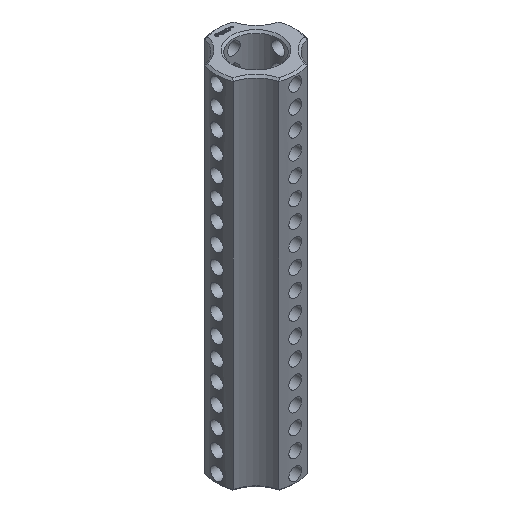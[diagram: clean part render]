
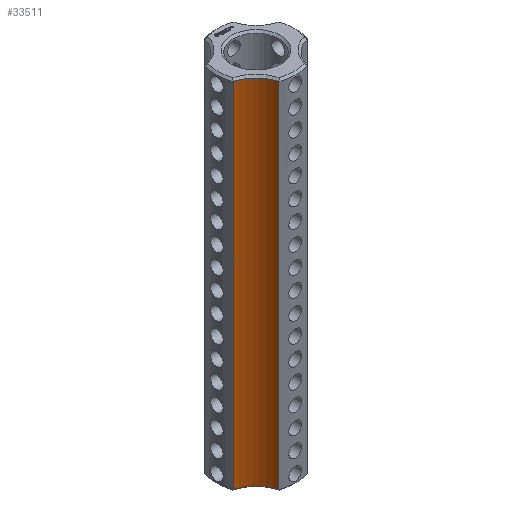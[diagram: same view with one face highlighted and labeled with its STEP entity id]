
A CAD part, isometric view. The second image highlights one B-rep face of the part: STEP entity #33511.
In plain terms, the highlighted cylindrical face has radius 5 mm (diameter 10 mm), a partial arc.
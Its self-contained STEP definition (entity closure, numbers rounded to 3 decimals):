
#3987 = CYLINDRICAL_SURFACE('',#3988,6.25);
#3988 = AXIS2_PLACEMENT_3D('',#3989,#3990,#3991);
#3989 = CARTESIAN_POINT('',(0.,0.,0.));
#3990 = DIRECTION('',(-0.,-0.,-1.));
#3991 = DIRECTION('',(1.,0.,0.));
#8604 = EDGE_CURVE('',#8605,#8607,#8609,.T.);
#8605 = VERTEX_POINT('',#8606);
#8606 = CARTESIAN_POINT('',(-2.225,-5.841,0.3));
#8607 = VERTEX_POINT('',#8608);
#8608 = CARTESIAN_POINT('',(-2.225,-5.841,55.95));
#8609 = SURFACE_CURVE('',#8610,(#8614,#8621),.PCURVE_S1.);
#8610 = LINE('',#8611,#8612);
#8611 = CARTESIAN_POINT('',(-2.225,-5.841,0.));
#8612 = VECTOR('',#8613,1.);
#8613 = DIRECTION('',(0.,0.,1.));
#8614 = PCURVE('',#3987,#8615);
#8615 = DEFINITIONAL_REPRESENTATION('',(#8616),#8620);
#8616 = LINE('',#8617,#8618);
#8617 = CARTESIAN_POINT('',(-4.348,0.));
#8618 = VECTOR('',#8619,1.);
#8619 = DIRECTION('',(-0.,-1.));
#8620 = ( GEOMETRIC_REPRESENTATION_CONTEXT(2) 
PARAMETRIC_REPRESENTATION_CONTEXT() REPRESENTATION_CONTEXT('2D SPACE',''
  ) );
#8621 = PCURVE('',#8622,#8627);
#8622 = CYLINDRICAL_SURFACE('',#8623,5.);
#8623 = AXIS2_PLACEMENT_3D('',#8624,#8625,#8626);
#8624 = CARTESIAN_POINT('',(-7.071,-7.071,0.));
#8625 = DIRECTION('',(-0.,-0.,-1.));
#8626 = DIRECTION('',(1.,0.,0.));
#8627 = DEFINITIONAL_REPRESENTATION('',(#8628),#8632);
#8628 = LINE('',#8629,#8630);
#8629 = CARTESIAN_POINT('',(-0.249,0.));
#8630 = VECTOR('',#8631,1.);
#8631 = DIRECTION('',(-0.,-1.));
#8632 = ( GEOMETRIC_REPRESENTATION_CONTEXT(2) 
PARAMETRIC_REPRESENTATION_CONTEXT() REPRESENTATION_CONTEXT('2D SPACE',''
  ) );
#11649 = CONICAL_SURFACE('',#11650,5.,0.785);
#11650 = AXIS2_PLACEMENT_3D('',#11651,#11652,#11653);
#11651 = CARTESIAN_POINT('',(-7.071,-7.071,0.3));
#11652 = DIRECTION('',(-0.,-0.,-1.));
#11653 = DIRECTION('',(0.969,0.246,0.));
#11881 = CONICAL_SURFACE('',#11882,5.,0.785);
#11882 = AXIS2_PLACEMENT_3D('',#11883,#11884,#11885);
#11883 = CARTESIAN_POINT('',(-7.071,-7.071,55.95));
#11884 = DIRECTION('',(0.,0.,1.));
#11885 = DIRECTION('',(0.969,0.246,0.));
#33511 = ADVANCED_FACE('',(#33512),#8622,.F.);
#33512 = FACE_BOUND('',#33513,.T.);
#33513 = EDGE_LOOP('',(#33514,#33515,#33539,#33567));
#33514 = ORIENTED_EDGE('',*,*,#8604,.T.);
#33515 = ORIENTED_EDGE('',*,*,#33516,.T.);
#33516 = EDGE_CURVE('',#8607,#33517,#33519,.T.);
#33517 = VERTEX_POINT('',#33518);
#33518 = CARTESIAN_POINT('',(-5.841,-2.225,55.95));
#33519 = SURFACE_CURVE('',#33520,(#33525,#33532),.PCURVE_S1.);
#33520 = CIRCLE('',#33521,5.);
#33521 = AXIS2_PLACEMENT_3D('',#33522,#33523,#33524);
#33522 = CARTESIAN_POINT('',(-7.071,-7.071,55.95));
#33523 = DIRECTION('',(0.,-0.,1.));
#33524 = DIRECTION('',(0.969,0.246,0.));
#33525 = PCURVE('',#8622,#33526);
#33526 = DEFINITIONAL_REPRESENTATION('',(#33527),#33531);
#33527 = LINE('',#33528,#33529);
#33528 = CARTESIAN_POINT('',(-0.249,-55.95));
#33529 = VECTOR('',#33530,1.);
#33530 = DIRECTION('',(-1.,0.));
#33531 = ( GEOMETRIC_REPRESENTATION_CONTEXT(2) 
PARAMETRIC_REPRESENTATION_CONTEXT() REPRESENTATION_CONTEXT('2D SPACE',''
  ) );
#33532 = PCURVE('',#11881,#33533);
#33533 = DEFINITIONAL_REPRESENTATION('',(#33534),#33538);
#33534 = LINE('',#33535,#33536);
#33535 = CARTESIAN_POINT('',(0.,0.));
#33536 = VECTOR('',#33537,1.);
#33537 = DIRECTION('',(1.,0.));
#33538 = ( GEOMETRIC_REPRESENTATION_CONTEXT(2) 
PARAMETRIC_REPRESENTATION_CONTEXT() REPRESENTATION_CONTEXT('2D SPACE',''
  ) );
#33539 = ORIENTED_EDGE('',*,*,#33540,.F.);
#33540 = EDGE_CURVE('',#33541,#33517,#33543,.T.);
#33541 = VERTEX_POINT('',#33542);
#33542 = CARTESIAN_POINT('',(-5.841,-2.225,0.3));
#33543 = SURFACE_CURVE('',#33544,(#33548,#33555),.PCURVE_S1.);
#33544 = LINE('',#33545,#33546);
#33545 = CARTESIAN_POINT('',(-5.841,-2.225,0.));
#33546 = VECTOR('',#33547,1.);
#33547 = DIRECTION('',(0.,0.,1.));
#33548 = PCURVE('',#8622,#33549);
#33549 = DEFINITIONAL_REPRESENTATION('',(#33550),#33554);
#33550 = LINE('',#33551,#33552);
#33551 = CARTESIAN_POINT('',(-1.322,0.));
#33552 = VECTOR('',#33553,1.);
#33553 = DIRECTION('',(-0.,-1.));
#33554 = ( GEOMETRIC_REPRESENTATION_CONTEXT(2) 
PARAMETRIC_REPRESENTATION_CONTEXT() REPRESENTATION_CONTEXT('2D SPACE',''
  ) );
#33555 = PCURVE('',#33556,#33561);
#33556 = CYLINDRICAL_SURFACE('',#33557,6.25);
#33557 = AXIS2_PLACEMENT_3D('',#33558,#33559,#33560);
#33558 = CARTESIAN_POINT('',(0.,0.,0.));
#33559 = DIRECTION('',(-0.,-0.,-1.));
#33560 = DIRECTION('',(1.,0.,0.));
#33561 = DEFINITIONAL_REPRESENTATION('',(#33562),#33566);
#33562 = LINE('',#33563,#33564);
#33563 = CARTESIAN_POINT('',(-3.506,0.));
#33564 = VECTOR('',#33565,1.);
#33565 = DIRECTION('',(-0.,-1.));
#33566 = ( GEOMETRIC_REPRESENTATION_CONTEXT(2) 
PARAMETRIC_REPRESENTATION_CONTEXT() REPRESENTATION_CONTEXT('2D SPACE',''
  ) );
#33567 = ORIENTED_EDGE('',*,*,#33568,.F.);
#33568 = EDGE_CURVE('',#8605,#33541,#33569,.T.);
#33569 = SURFACE_CURVE('',#33570,(#33575,#33582),.PCURVE_S1.);
#33570 = CIRCLE('',#33571,5.);
#33571 = AXIS2_PLACEMENT_3D('',#33572,#33573,#33574);
#33572 = CARTESIAN_POINT('',(-7.071,-7.071,0.3));
#33573 = DIRECTION('',(0.,-0.,1.));
#33574 = DIRECTION('',(0.969,0.246,0.));
#33575 = PCURVE('',#8622,#33576);
#33576 = DEFINITIONAL_REPRESENTATION('',(#33577),#33581);
#33577 = LINE('',#33578,#33579);
#33578 = CARTESIAN_POINT('',(-0.249,-0.3));
#33579 = VECTOR('',#33580,1.);
#33580 = DIRECTION('',(-1.,0.));
#33581 = ( GEOMETRIC_REPRESENTATION_CONTEXT(2) 
PARAMETRIC_REPRESENTATION_CONTEXT() REPRESENTATION_CONTEXT('2D SPACE',''
  ) );
#33582 = PCURVE('',#11649,#33583);
#33583 = DEFINITIONAL_REPRESENTATION('',(#33584),#33588);
#33584 = LINE('',#33585,#33586);
#33585 = CARTESIAN_POINT('',(-0.,0.));
#33586 = VECTOR('',#33587,1.);
#33587 = DIRECTION('',(-1.,0.));
#33588 = ( GEOMETRIC_REPRESENTATION_CONTEXT(2) 
PARAMETRIC_REPRESENTATION_CONTEXT() REPRESENTATION_CONTEXT('2D SPACE',''
  ) );
